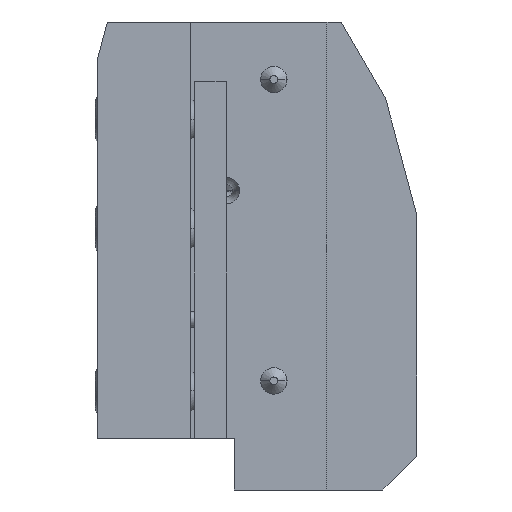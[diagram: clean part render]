
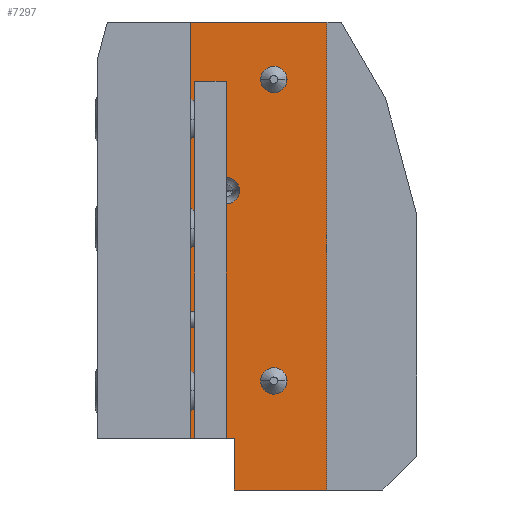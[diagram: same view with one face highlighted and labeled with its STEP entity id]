
A CAD part, left-side view. The second image highlights one B-rep face of the part: STEP entity #7297.
In plain terms, the highlighted planar face has unit normal (-1, 0, 0).
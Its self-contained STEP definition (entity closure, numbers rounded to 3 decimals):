
#178=DIRECTION('',(0.,-1.,0.));
#179=VECTOR('',#178,23.4);
#180=CARTESIAN_POINT('',(-22.,-2.,-75.5));
#181=LINE('',#180,#179);
#194=DIRECTION('',(0.,0.,-1.));
#195=VECTOR('',#194,13.);
#196=CARTESIAN_POINT('',(-22.,-2.,-62.5));
#197=LINE('',#196,#195);
#210=DIRECTION('',(0.,1.,0.));
#211=VECTOR('',#210,11.);
#212=CARTESIAN_POINT('',(-22.,-2.,-62.5));
#213=LINE('',#212,#211);
#244=DIRECTION('',(0.,0.,-1.));
#245=VECTOR('',#244,105.);
#246=CARTESIAN_POINT('',(-22.,9.,42.5));
#247=LINE('',#246,#245);
#292=DIRECTION('',(0.,1.,0.));
#293=VECTOR('',#292,34.4);
#294=CARTESIAN_POINT('',(-22.,-25.4,42.5));
#295=LINE('',#294,#293);
#340=DIRECTION('',(0.,0.,-1.));
#341=VECTOR('',#340,118.);
#342=CARTESIAN_POINT('',(-22.,-25.4,42.5));
#343=LINE('',#342,#341);
#344=CARTESIAN_POINT('',(-22.,-12.,28.));
#345=DIRECTION('',(1.,0.,0.));
#346=DIRECTION('',(0.,1.,0.));
#347=AXIS2_PLACEMENT_3D('',#344,#345,#346);
#349=CARTESIAN_POINT('',(-22.,-12.,28.));
#350=DIRECTION('',(1.,0.,0.));
#351=DIRECTION('',(0.,-1.,0.));
#352=AXIS2_PLACEMENT_3D('',#349,#350,#351);
#354=CARTESIAN_POINT('',(-22.,-12.,-48.));
#355=DIRECTION('',(1.,0.,0.));
#356=DIRECTION('',(0.,1.,0.));
#357=AXIS2_PLACEMENT_3D('',#354,#355,#356);
#359=CARTESIAN_POINT('',(-22.,-12.,-48.));
#360=DIRECTION('',(1.,0.,0.));
#361=DIRECTION('',(0.,-1.,0.));
#362=AXIS2_PLACEMENT_3D('',#359,#360,#361);
#364=CARTESIAN_POINT('',(-22.,0.,0.));
#365=DIRECTION('',(1.,0.,0.));
#366=DIRECTION('',(0.,-1.,0.));
#367=AXIS2_PLACEMENT_3D('',#364,#365,#366);
#369=CARTESIAN_POINT('',(-22.,0.,0.));
#370=DIRECTION('',(1.,0.,0.));
#371=DIRECTION('',(0.,1.,0.));
#372=AXIS2_PLACEMENT_3D('',#369,#370,#371);
#6242=CARTESIAN_POINT('',(-22.,-2.,-62.5));
#6243=CARTESIAN_POINT('',(-22.,9.,-62.5));
#6244=VERTEX_POINT('',#6242);
#6245=VERTEX_POINT('',#6243);
#6246=CARTESIAN_POINT('',(-22.,-2.,-75.5));
#6247=VERTEX_POINT('',#6246);
#6248=CARTESIAN_POINT('',(-22.,-25.4,-75.5));
#6249=VERTEX_POINT('',#6248);
#6250=CARTESIAN_POINT('',(-22.,-25.4,42.5));
#6251=VERTEX_POINT('',#6250);
#6252=CARTESIAN_POINT('',(-22.,9.,42.5));
#6253=VERTEX_POINT('',#6252);
#6270=CARTESIAN_POINT('',(-22.,-8.675,28.));
#6271=CARTESIAN_POINT('',(-22.,-15.325,28.));
#6272=VERTEX_POINT('',#6270);
#6273=VERTEX_POINT('',#6271);
#6278=CARTESIAN_POINT('',(-22.,-8.675,-48.));
#6279=CARTESIAN_POINT('',(-22.,-15.325,-48.));
#6280=VERTEX_POINT('',#6278);
#6281=VERTEX_POINT('',#6279);
#6319=CARTESIAN_POINT('',(-22.,-3.35,0.));
#6320=CARTESIAN_POINT('',(-22.,3.35,0.));
#6321=VERTEX_POINT('',#6319);
#6322=VERTEX_POINT('',#6320);
#7266=CARTESIAN_POINT('',(-22.,-25.4,42.5));
#7267=DIRECTION('',(1.,0.,0.));
#7268=DIRECTION('',(0.,1.,0.));
#7269=AXIS2_PLACEMENT_3D('',#7266,#7267,#7268);
#7270=PLANE('',#7269);
#7271=ORIENTED_EDGE('',*,*,#7032,.T.);
#7272=ORIENTED_EDGE('',*,*,#7092,.F.);
#7273=ORIENTED_EDGE('',*,*,#7141,.F.);
#7274=ORIENTED_EDGE('',*,*,#7175,.T.);
#7275=ORIENTED_EDGE('',*,*,#6973,.F.);
#7276=ORIENTED_EDGE('',*,*,#7003,.F.);
#7277=EDGE_LOOP('',(#7271,#7272,#7273,#7274,#7275,#7276));
#7278=FACE_OUTER_BOUND('',#7277,.F.);
#7280=ORIENTED_EDGE('',*,*,#7279,.F.);
#7282=ORIENTED_EDGE('',*,*,#7281,.F.);
#7283=EDGE_LOOP('',(#7280,#7282));
#7284=FACE_BOUND('',#7283,.F.);
#7286=ORIENTED_EDGE('',*,*,#7285,.F.);
#7288=ORIENTED_EDGE('',*,*,#7287,.F.);
#7289=EDGE_LOOP('',(#7286,#7288));
#7290=FACE_BOUND('',#7289,.F.);
#7292=ORIENTED_EDGE('',*,*,#7291,.F.);
#7294=ORIENTED_EDGE('',*,*,#7293,.F.);
#7295=EDGE_LOOP('',(#7292,#7294));
#7296=FACE_BOUND('',#7295,.F.);
#7297=ADVANCED_FACE('',(#7278,#7284,#7290,#7296),#7270,.F.);
#348=CIRCLE('',#347,3.325);
#353=CIRCLE('',#352,3.325);
#358=CIRCLE('',#357,3.325);
#363=CIRCLE('',#362,3.325);
#368=CIRCLE('',#367,3.35);
#373=CIRCLE('',#372,3.35);
#6973=EDGE_CURVE('',#6247,#6249,#181,.T.);
#7003=EDGE_CURVE('',#6244,#6247,#197,.T.);
#7032=EDGE_CURVE('',#6244,#6245,#213,.T.);
#7092=EDGE_CURVE('',#6253,#6245,#247,.T.);
#7141=EDGE_CURVE('',#6251,#6253,#295,.T.);
#7175=EDGE_CURVE('',#6251,#6249,#343,.T.);
#7279=EDGE_CURVE('',#6272,#6273,#348,.T.);
#7281=EDGE_CURVE('',#6273,#6272,#353,.T.);
#7285=EDGE_CURVE('',#6280,#6281,#358,.T.);
#7287=EDGE_CURVE('',#6281,#6280,#363,.T.);
#7291=EDGE_CURVE('',#6321,#6322,#368,.T.);
#7293=EDGE_CURVE('',#6322,#6321,#373,.T.);
